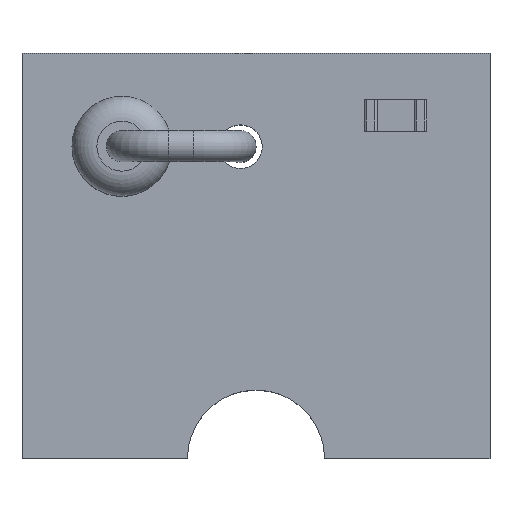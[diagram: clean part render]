
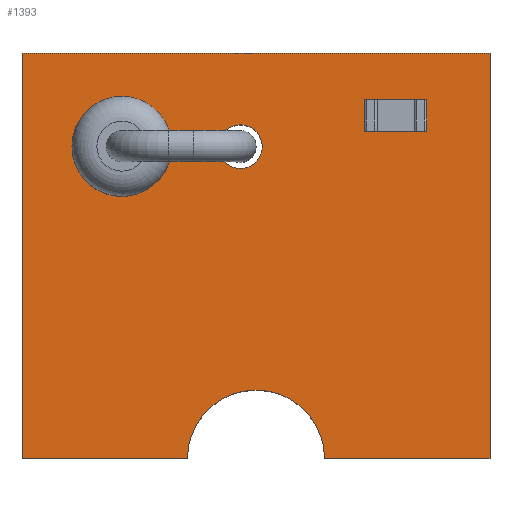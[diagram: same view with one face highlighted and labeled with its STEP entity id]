
A CAD part, top view. The second image highlights one B-rep face of the part: STEP entity #1393.
In plain terms, the highlighted planar face has unit normal (0, 0, 1).
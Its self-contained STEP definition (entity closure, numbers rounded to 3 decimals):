
#1273 = VERTEX_POINT('',#1274);
#1274 = CARTESIAN_POINT('',(142.5,-81.5,1.51));
#1280 = EDGE_CURVE('',#1273,#1281,#1283,.T.);
#1281 = VERTEX_POINT('',#1282);
#1282 = CARTESIAN_POINT('',(139.85,-81.5,1.51));
#1283 = LINE('',#1284,#1285);
#1284 = CARTESIAN_POINT('',(142.5,-81.5,1.51));
#1285 = VECTOR('',#1286,1.);
#1286 = DIRECTION('',(-1.,0.,0.));
#1373 = EDGE_CURVE('',#1374,#1281,#1376,.T.);
#1374 = VERTEX_POINT('',#1375);
#1375 = CARTESIAN_POINT('',(137.65,-81.5,1.51));
#1376 = CIRCLE('',#1377,1.1);
#1377 = AXIS2_PLACEMENT_3D('',#1378,#1379,#1380);
#1378 = CARTESIAN_POINT('',(138.75,-81.5,1.51));
#1379 = DIRECTION('',(0.,0.,-1.));
#1380 = DIRECTION('',(0.,-1.,0.));
#1393 = ADVANCED_FACE('',(#1394,#1428,#1439),#1450,.T.);
#1394 = FACE_BOUND('',#1395,.T.);
#1395 = EDGE_LOOP('',(#1396,#1397,#1405,#1413,#1421,#1427));
#1396 = ORIENTED_EDGE('',*,*,#1280,.F.);
#1397 = ORIENTED_EDGE('',*,*,#1398,.F.);
#1398 = EDGE_CURVE('',#1399,#1273,#1401,.T.);
#1399 = VERTEX_POINT('',#1400);
#1400 = CARTESIAN_POINT('',(142.5,-75.,1.51));
#1401 = LINE('',#1402,#1403);
#1402 = CARTESIAN_POINT('',(142.5,-75.,1.51));
#1403 = VECTOR('',#1404,1.);
#1404 = DIRECTION('',(0.,-1.,0.));
#1405 = ORIENTED_EDGE('',*,*,#1406,.F.);
#1406 = EDGE_CURVE('',#1407,#1399,#1409,.T.);
#1407 = VERTEX_POINT('',#1408);
#1408 = CARTESIAN_POINT('',(135.,-75.,1.51));
#1409 = LINE('',#1410,#1411);
#1410 = CARTESIAN_POINT('',(135.,-75.,1.51));
#1411 = VECTOR('',#1412,1.);
#1412 = DIRECTION('',(1.,0.,0.));
#1413 = ORIENTED_EDGE('',*,*,#1414,.F.);
#1414 = EDGE_CURVE('',#1415,#1407,#1417,.T.);
#1415 = VERTEX_POINT('',#1416);
#1416 = CARTESIAN_POINT('',(135.,-81.5,1.51));
#1417 = LINE('',#1418,#1419);
#1418 = CARTESIAN_POINT('',(135.,-81.5,1.51));
#1419 = VECTOR('',#1420,1.);
#1420 = DIRECTION('',(0.,1.,0.));
#1421 = ORIENTED_EDGE('',*,*,#1422,.F.);
#1422 = EDGE_CURVE('',#1374,#1415,#1423,.T.);
#1423 = LINE('',#1424,#1425);
#1424 = CARTESIAN_POINT('',(142.5,-81.5,1.51));
#1425 = VECTOR('',#1426,1.);
#1426 = DIRECTION('',(-1.,0.,0.));
#1427 = ORIENTED_EDGE('',*,*,#1373,.T.);
#1428 = FACE_BOUND('',#1429,.T.);
#1429 = EDGE_LOOP('',(#1430));
#1430 = ORIENTED_EDGE('',*,*,#1431,.T.);
#1431 = EDGE_CURVE('',#1432,#1432,#1434,.T.);
#1432 = VERTEX_POINT('',#1433);
#1433 = CARTESIAN_POINT('',(136.6,-76.85,1.51));
#1434 = CIRCLE('',#1435,0.35);
#1435 = AXIS2_PLACEMENT_3D('',#1436,#1437,#1438);
#1436 = CARTESIAN_POINT('',(136.6,-76.5,1.51));
#1437 = DIRECTION('',(0.,0.,-1.));
#1438 = DIRECTION('',(0.,-1.,0.));
#1439 = FACE_BOUND('',#1440,.T.);
#1440 = EDGE_LOOP('',(#1441));
#1441 = ORIENTED_EDGE('',*,*,#1442,.T.);
#1442 = EDGE_CURVE('',#1443,#1443,#1445,.T.);
#1443 = VERTEX_POINT('',#1444);
#1444 = CARTESIAN_POINT('',(138.5,-76.85,1.51));
#1445 = CIRCLE('',#1446,0.35);
#1446 = AXIS2_PLACEMENT_3D('',#1447,#1448,#1449);
#1447 = CARTESIAN_POINT('',(138.5,-76.5,1.51));
#1448 = DIRECTION('',(0.,0.,-1.));
#1449 = DIRECTION('',(0.,-1.,0.));
#1450 = PLANE('',#1451);
#1451 = AXIS2_PLACEMENT_3D('',#1452,#1453,#1454);
#1452 = CARTESIAN_POINT('',(0.,0.,1.51));
#1453 = DIRECTION('',(0.,0.,1.));
#1454 = DIRECTION('',(1.,0.,0.));
